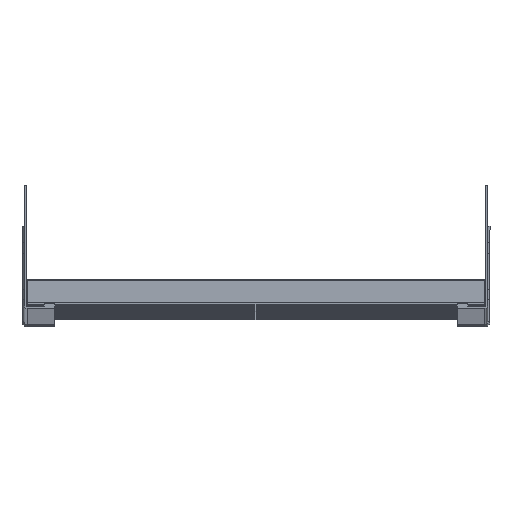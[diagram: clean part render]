
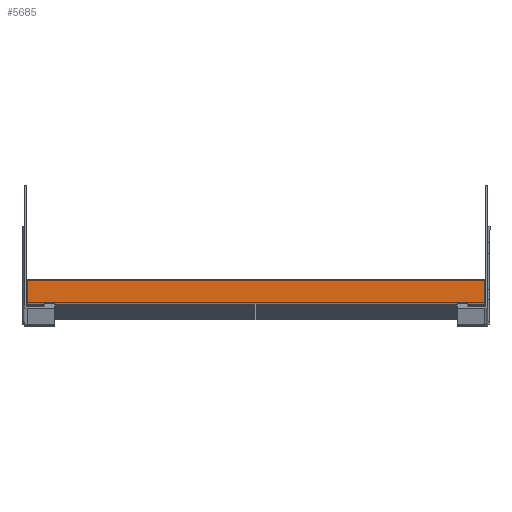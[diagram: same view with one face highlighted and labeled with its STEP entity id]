
A CAD part, top view. The second image highlights one B-rep face of the part: STEP entity #5685.
In plain terms, the highlighted planar face has unit normal (0, 0, 1).
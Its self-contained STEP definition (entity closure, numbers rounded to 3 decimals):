
#4365 = AXIS2_PLACEMENT_3D ( 'NONE', #6604, #6613, #6614 ) ;
#5685 = ADVANCED_FACE ( 'NONE', ( #6706 ), #6611, .T. ) ;
#6604 = CARTESIAN_POINT ( 'NONE',  ( 0.7, -18.709, 2877.21 ) ) ;
#6611 = PLANE ( 'NONE',  #4365 ) ;
#6613 = DIRECTION ( 'NONE',  ( 0., 0., 1. ) ) ;
#6614 = DIRECTION ( 'NONE',  ( 0., -1., 0. ) ) ;
#6706 = FACE_OUTER_BOUND ( 'NONE', #15668, .T. ) ;
#10187 = EDGE_CURVE ( 'NONE', #15534, #15544, #14273, .T. ) ;
#10189 = EDGE_CURVE ( 'NONE', #15541, #15542, #14275, .T. ) ;
#10193 = EDGE_CURVE ( 'NONE', #15545, #15548, #14285, .T. ) ;
#10209 = EDGE_CURVE ( 'NONE', #15556, #15557, #14317, .T. ) ;
#10211 = EDGE_CURVE ( 'NONE', #15544, #15557, #14321, .T. ) ;
#10212 = EDGE_CURVE ( 'NONE', #15534, #15542, #14323, .T. ) ;
#10213 = EDGE_CURVE ( 'NONE', #15541, #15548, #14325, .T. ) ;
#10214 = EDGE_CURVE ( 'NONE', #15545, #15556, #14327, .T. ) ;
#11703 = ORIENTED_EDGE ( 'NONE', *, *, #10211, .F. ) ;
#11704 = ORIENTED_EDGE ( 'NONE', *, *, #10187, .F. ) ;
#11705 = ORIENTED_EDGE ( 'NONE', *, *, #10212, .T. ) ;
#11706 = ORIENTED_EDGE ( 'NONE', *, *, #10189, .F. ) ;
#11707 = ORIENTED_EDGE ( 'NONE', *, *, #10213, .T. ) ;
#11708 = ORIENTED_EDGE ( 'NONE', *, *, #10193, .F. ) ;
#11709 = ORIENTED_EDGE ( 'NONE', *, *, #10214, .T. ) ;
#11710 = ORIENTED_EDGE ( 'NONE', *, *, #10209, .T. ) ;
#14273 = LINE ( 'NONE', #14412, #14276 ) ;
#14275 = LINE ( 'NONE', #14409, #14280 ) ;
#14276 = VECTOR ( 'NONE', #14414, 1000. ) ;
#14280 = VECTOR ( 'NONE', #14417, 1000. ) ;
#14285 = LINE ( 'NONE', #14424, #14288 ) ;
#14288 = VECTOR ( 'NONE', #14426, 1000. ) ;
#14317 = LINE ( 'NONE', #14456, #14320 ) ;
#14320 = VECTOR ( 'NONE', #14458, 1000. ) ;
#14321 = LINE ( 'NONE', #14460, #14324 ) ;
#14323 = LINE ( 'NONE', #14462, #14326 ) ;
#14324 = VECTOR ( 'NONE', #14461, 1000. ) ;
#14325 = LINE ( 'NONE', #14464, #14328 ) ;
#14326 = VECTOR ( 'NONE', #14463, 1000. ) ;
#14327 = LINE ( 'NONE', #14466, #14330 ) ;
#14328 = VECTOR ( 'NONE', #14465, 1000. ) ;
#14330 = VECTOR ( 'NONE', #14467, 1000. ) ;
#14409 = CARTESIAN_POINT ( 'NONE',  ( 0.7, -18.709, 2877.21 ) ) ;
#14412 = CARTESIAN_POINT ( 'NONE',  ( 0.7, -18.709, 2877.21 ) ) ;
#14414 = DIRECTION ( 'NONE',  ( -1., 0., 0. ) ) ;
#14417 = DIRECTION ( 'NONE',  ( -1., 0., 0. ) ) ;
#14424 = CARTESIAN_POINT ( 'NONE',  ( 0.7, -18.709, 2877.21 ) ) ;
#14426 = DIRECTION ( 'NONE',  ( -1., 0., 0. ) ) ;
#14456 = CARTESIAN_POINT ( 'NONE',  ( 0.7, -2.709, 2877.21 ) ) ;
#14458 = DIRECTION ( 'NONE',  ( -1., 0., 0. ) ) ;
#14460 = CARTESIAN_POINT ( 'NONE',  ( -296.3, -18.709, 2877.21 ) ) ;
#14461 = DIRECTION ( 'NONE',  ( 0., 1., 0. ) ) ;
#14462 = CARTESIAN_POINT ( 'NONE',  ( 0.7, -18.709, 2877.21 ) ) ;
#14463 = DIRECTION ( 'NONE',  ( 1., 0., 0. ) ) ;
#14464 = CARTESIAN_POINT ( 'NONE',  ( 0.7, -18.709, 2877.21 ) ) ;
#14465 = DIRECTION ( 'NONE',  ( 1., 0., 0. ) ) ;
#14466 = CARTESIAN_POINT ( 'NONE',  ( 0.7, -18.709, 2877.21 ) ) ;
#14467 = DIRECTION ( 'NONE',  ( 0., 1., 0. ) ) ;
#15534 = VERTEX_POINT ( 'NONE', #19129 ) ;
#15541 = VERTEX_POINT ( 'NONE', #19136 ) ;
#15542 = VERTEX_POINT ( 'NONE', #19137 ) ;
#15544 = VERTEX_POINT ( 'NONE', #19139 ) ;
#15545 = VERTEX_POINT ( 'NONE', #19140 ) ;
#15548 = VERTEX_POINT ( 'NONE', #19143 ) ;
#15556 = VERTEX_POINT ( 'NONE', #19151 ) ;
#15557 = VERTEX_POINT ( 'NONE', #19152 ) ;
#15668 = EDGE_LOOP ( 'NONE', ( #11703, #11704, #11705, #11706, #11707, #11708, #11709, #11710 ) ) ;
#19129 = CARTESIAN_POINT ( 'NONE',  ( -285.1, -18.709, 2877.21 ) ) ;
#19136 = CARTESIAN_POINT ( 'NONE',  ( -17.3, -18.709, 2877.21 ) ) ;
#19137 = CARTESIAN_POINT ( 'NONE',  ( -278.3, -18.709, 2877.21 ) ) ;
#19139 = CARTESIAN_POINT ( 'NONE',  ( -296.3, -18.709, 2877.21 ) ) ;
#19140 = CARTESIAN_POINT ( 'NONE',  ( 0.7, -18.709, 2877.21 ) ) ;
#19143 = CARTESIAN_POINT ( 'NONE',  ( -10.5, -18.709, 2877.21 ) ) ;
#19151 = CARTESIAN_POINT ( 'NONE',  ( 0.7, -2.709, 2877.21 ) ) ;
#19152 = CARTESIAN_POINT ( 'NONE',  ( -296.3, -2.709, 2877.21 ) ) ;
